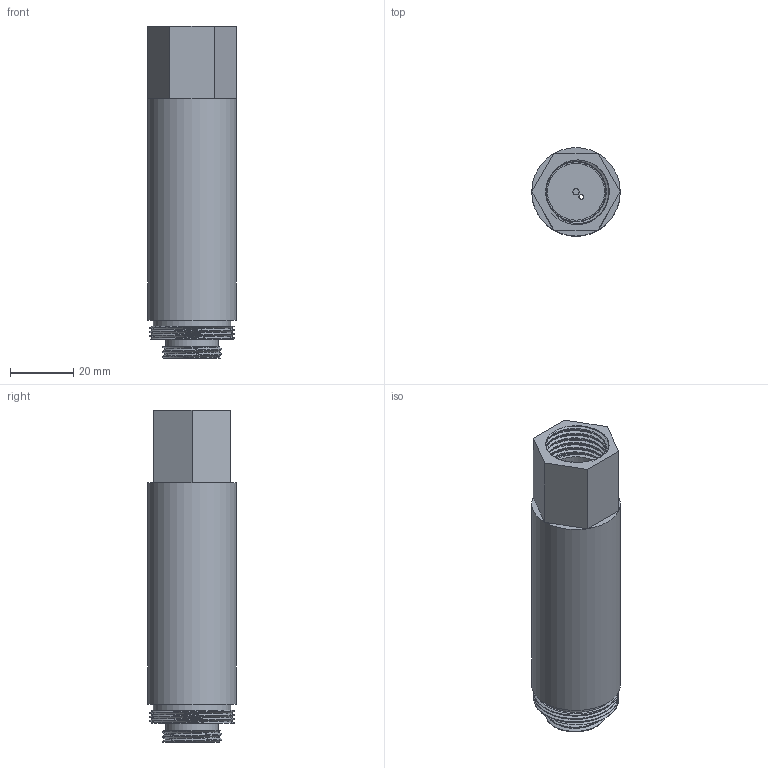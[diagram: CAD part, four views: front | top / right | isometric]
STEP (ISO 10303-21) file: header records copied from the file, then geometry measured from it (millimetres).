
FILE_DESCRIPTION(/* description */ (''),/* implementation_level */ '2;1');
FILE_NAME(/* name */ 'EXTENSION CHAMBRE 3.step',/* time_stamp */ '2022-03-13T22:58:52+01:00',/* author */ (''),/* organization */ (''),/* preprocessor_version */ 'ST-DEVELOPER v18.1',/* originating_system */ 'Autodesk Translation Framework v10.13.0.1454',/* authorisation */ '');
FILE_SCHEMA (('AUTOMOTIVE_DESIGN { 1 0 10303 214 3 1 1 }'));
Length unit declared in the file: millimetre
Products named in the file (1): EXTENSION CHAMBRE OK 3.000
Bounding box: 28 x 28 x 105 mm (x, y, z)
Volume: 43131.4 mm3; surface area: 15529.1 mm2
Topology: 1 solids, 1 shells, 61 faces, 140 edges, 89 vertices
Faces by surface type: cylinder 29, plane 22, bspline 10
Full cylindrical faces by diameter (mm): 1.5 x1, 2 x1, 13.5 x1, 16.5 x1, 17.158 x1, 18 x1, 18.931 x2, 20.955 x5, 24.5 x1, 25.441 x2, 26.848 x2, 28 x1
Entity records: 7191 total; most frequent: CARTESIAN_POINT 5904, ORIENTED_EDGE 280, DIRECTION 206, EDGE_CURVE 140, VERTEX_POINT 89, AXIS2_PLACEMENT_3D 82, EDGE_LOOP 71, B_SPLINE_CURVE_WITH_KNOTS 68
